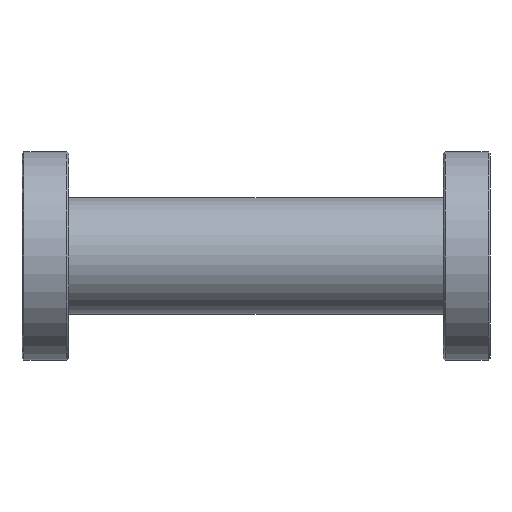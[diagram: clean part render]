
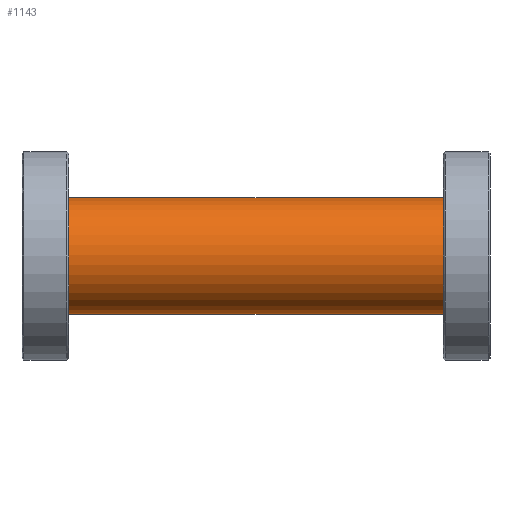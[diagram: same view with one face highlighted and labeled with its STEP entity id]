
A CAD part, left-side view. The second image highlights one B-rep face of the part: STEP entity #1143.
In plain terms, the highlighted cylindrical face has radius 9.525 mm (diameter 19.05 mm), a partial arc.
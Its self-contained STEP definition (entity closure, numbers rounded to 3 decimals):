
#233 = AXIS2_PLACEMENT_3D ( 'NONE', #1031, #444, #1184 ) ;
#277 = CARTESIAN_POINT ( 'NONE',  ( 0., 66.8, -9.525 ) ) ;
#327 = AXIS2_PLACEMENT_3D ( 'NONE', #837, #863, #893 ) ;
#418 = AXIS2_PLACEMENT_3D ( 'NONE', #1895, #1886, #1875 ) ;
#444 = DIRECTION ( 'NONE',  ( 0., -1., 0. ) ) ;
#540 = VERTEX_POINT ( 'NONE', #877 ) ;
#574 = VERTEX_POINT ( 'NONE', #1454 ) ;
#588 = ORIENTED_EDGE ( 'NONE', *, *, #729, .F. ) ;
#683 = FACE_OUTER_BOUND ( 'NONE', #711, .T. ) ;
#694 = ORIENTED_EDGE ( 'NONE', *, *, #1030, .T. ) ;
#703 = CYLINDRICAL_SURFACE ( 'NONE', #233, 9.525 ) ;
#711 = EDGE_LOOP ( 'NONE', ( #588, #838, #1379, #694 ) ) ;
#729 = EDGE_CURVE ( 'NONE', #1576, #540, #1867, .T. ) ;
#837 = CARTESIAN_POINT ( 'NONE',  ( 0., 0., 0. ) ) ;
#838 = ORIENTED_EDGE ( 'NONE', *, *, #942, .F. ) ;
#863 = DIRECTION ( 'NONE',  ( 0., 1., 0. ) ) ;
#877 = CARTESIAN_POINT ( 'NONE',  ( 0., 0., 9.525 ) ) ;
#893 = DIRECTION ( 'NONE',  ( 0., 0., 1. ) ) ;
#913 = EDGE_CURVE ( 'NONE', #1647, #574, #1320, .T. ) ;
#928 = CIRCLE ( 'NONE', #327, 9.525 ) ;
#929 = CARTESIAN_POINT ( 'NONE',  ( 0., 66.8, -9.525 ) ) ;
#942 = EDGE_CURVE ( 'NONE', #1647, #1576, #1313, .T. ) ;
#1030 = EDGE_CURVE ( 'NONE', #574, #540, #928, .T. ) ;
#1031 = CARTESIAN_POINT ( 'NONE',  ( 0., 66.8, 0. ) ) ;
#1143 = ADVANCED_FACE ( 'NONE', ( #683 ), #703, .T. ) ;
#1184 = DIRECTION ( 'NONE',  ( 0., 0., -1. ) ) ;
#1313 = CIRCLE ( 'NONE', #418, 9.525 ) ;
#1318 = VECTOR ( 'NONE', #1805, 1000. ) ;
#1320 = LINE ( 'NONE', #929, #1318 ) ;
#1349 = CARTESIAN_POINT ( 'NONE',  ( 0., 66.8, 9.525 ) ) ;
#1379 = ORIENTED_EDGE ( 'NONE', *, *, #913, .T. ) ;
#1454 = CARTESIAN_POINT ( 'NONE',  ( 0., 0., -9.525 ) ) ;
#1555 = DIRECTION ( 'NONE',  ( 0., -1., 0. ) ) ;
#1576 = VERTEX_POINT ( 'NONE', #1349 ) ;
#1618 = CARTESIAN_POINT ( 'NONE',  ( 0., 66.8, 9.525 ) ) ;
#1647 = VERTEX_POINT ( 'NONE', #277 ) ;
#1805 = DIRECTION ( 'NONE',  ( 0., -1., 0. ) ) ;
#1811 = VECTOR ( 'NONE', #1555, 1000. ) ;
#1867 = LINE ( 'NONE', #1618, #1811 ) ;
#1875 = DIRECTION ( 'NONE',  ( 0., 0., 1. ) ) ;
#1886 = DIRECTION ( 'NONE',  ( 0., 1., 0. ) ) ;
#1895 = CARTESIAN_POINT ( 'NONE',  ( 0., 66.8, 0. ) ) ;
